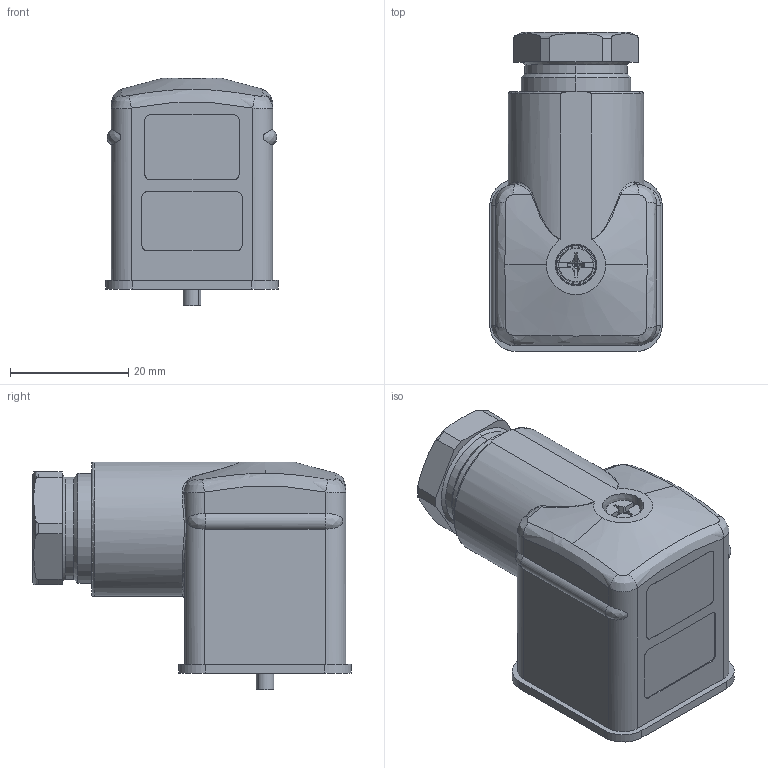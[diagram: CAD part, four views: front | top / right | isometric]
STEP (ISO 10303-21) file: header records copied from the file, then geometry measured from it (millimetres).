
FILE_DESCRIPTION(('CATIA V5 STEP Exchange','CAx-IF Rec.Pracs.--- Model Styling and Organization---1.4--- 2014-01-23'),'2;1');
FILE_NAME ('024703-3_0', '2020-09-07T14:08:21+00:00', ('none'), ('Weidmueller'), 'CATIA Version 5-6 Release 2016 SP3 HF44', 'CATIA V5 STEP AP214', 'none');
FILE_SCHEMA(('AUTOMOTIVE_DESIGN { 1 0 10303 214 1 1 1 1 }'));
Length unit declared in the file: millimetre
Products named in the file (1): 1873160000
Bounding box: 29.2 x 53.95 x 38.5 mm (x, y, z)
Volume: 32325.4 mm3; surface area: 11741.8 mm2
Topology: 12 solids, 12 shells, 878 faces, 2366 edges, 1568 vertices
Faces by surface type: plane 508, extrusion 176, cylinder 137, bspline 25, cone 23, torus 9
Entity records: 30264 total; most frequent: CARTESIAN_POINT 9505, ORIENTED_EDGE 4732, DIRECTION 3283, EDGE_CURVE 2366, VECTOR 1719, VERTEX_POINT 1568, LINE 1543, EDGE_LOOP 946
